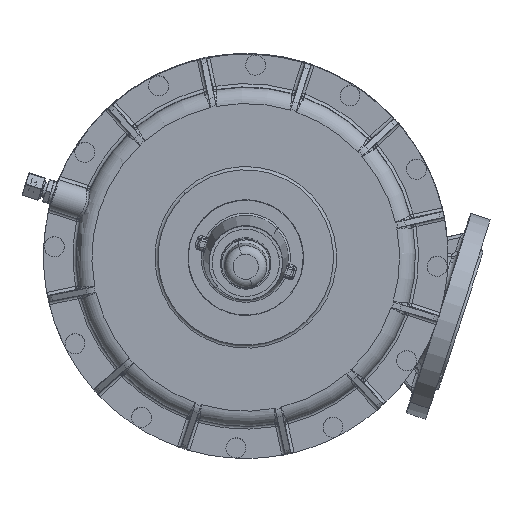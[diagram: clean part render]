
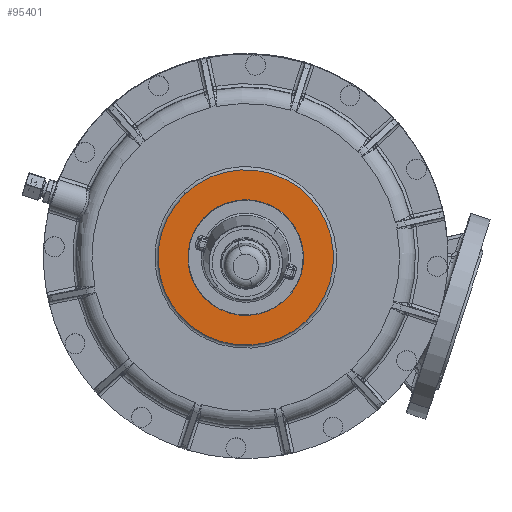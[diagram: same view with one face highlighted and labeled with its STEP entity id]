
A CAD part, top view. The second image highlights one B-rep face of the part: STEP entity #95401.
In plain terms, the highlighted face is planar.
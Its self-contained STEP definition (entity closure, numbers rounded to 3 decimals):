
#92710=DIRECTION('Axis2P3D Direction',(0.,0.,-1.)) ;
#92734=DIRECTION('Axis2P3D Direction',(0.,-0.,-1.)) ;
#95367=DIRECTION('Axis2P3D Direction',(0.,0.,-1.)) ;
#95368=DIRECTION('Axis2P3D XDirection',(1.,0.,0.)) ;
#95376=DIRECTION('Axis2P3D Direction',(0.,0.,-1.)) ;
#95385=DIRECTION('Axis2P3D Direction',(0.,0.,-1.)) ;
#95392=DIRECTION('Axis2P3D Direction',(0.,0.,-1.)) ;
#92706=CARTESIAN_POINT('Vertex',(-73.278,40.032,221.)) ;
#92709=CARTESIAN_POINT('Axis2P3D Location',(0.,0.,221.)) ;
#92713=CARTESIAN_POINT('Vertex',(73.278,-40.032,221.)) ;
#92733=CARTESIAN_POINT('Axis2P3D Location',(0.,0.,221.)) ;
#95366=CARTESIAN_POINT('Axis2P3D Location',(83.5,0.,221.)) ;
#95375=CARTESIAN_POINT('Axis2P3D Location',(0.,0.,221.)) ;
#95379=CARTESIAN_POINT('Vertex',(-26.129,-47.828,221.)) ;
#95381=CARTESIAN_POINT('Vertex',(20.212,50.613,221.)) ;
#95384=CARTESIAN_POINT('Axis2P3D Location',(0.,0.,221.)) ;
#95388=CARTESIAN_POINT('Vertex',(26.129,47.828,221.)) ;
#95391=CARTESIAN_POINT('Axis2P3D Location',(0.,0.,221.)) ;
#92711=AXIS2_PLACEMENT_3D('Circle Axis2P3D',#92709,#92710,$) ;
#92735=AXIS2_PLACEMENT_3D('Circle Axis2P3D',#92733,#92734,$) ;
#95369=AXIS2_PLACEMENT_3D('Plane Axis2P3D',#95366,#95367,#95368) ;
#95377=AXIS2_PLACEMENT_3D('Circle Axis2P3D',#95375,#95376,$) ;
#95386=AXIS2_PLACEMENT_3D('Circle Axis2P3D',#95384,#95385,$) ;
#95393=AXIS2_PLACEMENT_3D('Circle Axis2P3D',#95391,#95392,$) ;
#95400=FACE_BOUND('',#95396,.T.) ;
#92715=EDGE_CURVE('',#92707,#92714,#92712,.T.) ;
#92737=EDGE_CURVE('',#92714,#92707,#92736,.T.) ;
#95383=EDGE_CURVE('',#95380,#95382,#95378,.T.) ;
#95390=EDGE_CURVE('',#95382,#95389,#95387,.T.) ;
#95395=EDGE_CURVE('',#95389,#95380,#95394,.T.) ;
#95370=PLANE('Plane',#95369) ;
#95372=ORIENTED_EDGE('',*,*,#92737,.F.) ;
#95373=ORIENTED_EDGE('',*,*,#92715,.F.) ;
#95397=ORIENTED_EDGE('',*,*,#95383,.T.) ;
#95398=ORIENTED_EDGE('',*,*,#95390,.T.) ;
#95399=ORIENTED_EDGE('',*,*,#95395,.T.) ;
#95401=ADVANCED_FACE('Brep With Voids',(#95374,#95400),#95370,.F.) ;
#92712=CIRCLE('generated circle',#92711,83.5) ;
#92736=CIRCLE('generated circle',#92735,83.5) ;
#95378=CIRCLE('generated circle',#95377,54.5) ;
#95387=CIRCLE('generated circle',#95386,54.5) ;
#95394=CIRCLE('generated circle',#95393,54.5) ;
#92707=VERTEX_POINT('',#92706) ;
#92714=VERTEX_POINT('',#92713) ;
#95380=VERTEX_POINT('',#95379) ;
#95382=VERTEX_POINT('',#95381) ;
#95389=VERTEX_POINT('',#95388) ;
#95371=EDGE_LOOP('',(#95372,#95373)) ;
#95396=EDGE_LOOP('',(#95397,#95398,#95399)) ;
#95374=FACE_OUTER_BOUND('',#95371,.T.) ;
